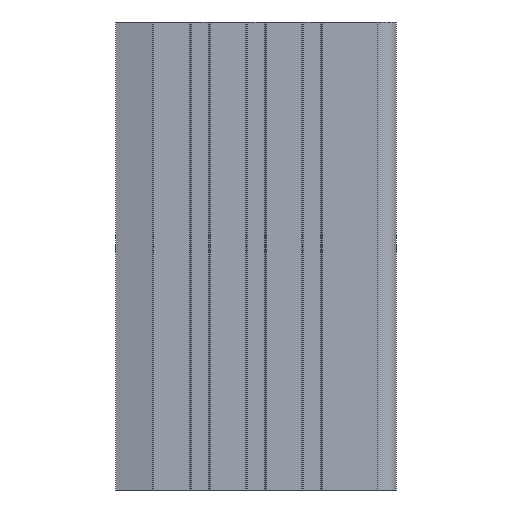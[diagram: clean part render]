
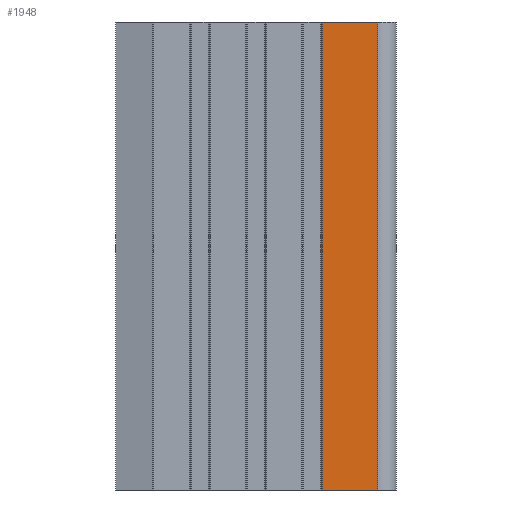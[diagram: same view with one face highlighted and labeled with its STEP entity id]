
A CAD part, left-side view. The second image highlights one B-rep face of the part: STEP entity #1948.
In plain terms, the highlighted planar face has unit normal (-1, 0, 0).
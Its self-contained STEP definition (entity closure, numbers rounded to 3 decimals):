
#12 = ORIENTED_EDGE ( 'NONE', *, *, #1789, .T. ) ;
#16 = VECTOR ( 'NONE', #2048, 1000. ) ;
#100 = ORIENTED_EDGE ( 'NONE', *, *, #156, .T. ) ;
#156 = EDGE_CURVE ( 'NONE', #2026, #1325, #2257, .T. ) ;
#192 = CARTESIAN_POINT ( 'NONE',  ( 0., 2., -25. ) ) ;
#283 = DIRECTION ( 'NONE',  ( 0., -1., 0. ) ) ;
#290 = VECTOR ( 'NONE', #639, 1000. ) ;
#362 = CARTESIAN_POINT ( 'NONE',  ( 0., 30., 25. ) ) ;
#403 = VECTOR ( 'NONE', #283, 1000. ) ;
#496 = FACE_OUTER_BOUND ( 'NONE', #708, .T. ) ;
#624 = LINE ( 'NONE', #1828, #2395 ) ;
#639 = DIRECTION ( 'NONE',  ( 0., 0., 1. ) ) ;
#654 = CARTESIAN_POINT ( 'NONE',  ( 0., 7.9, -25. ) ) ;
#708 = EDGE_LOOP ( 'NONE', ( #1584, #100, #761, #12 ) ) ;
#761 = ORIENTED_EDGE ( 'NONE', *, *, #863, .T. ) ;
#849 = CARTESIAN_POINT ( 'NONE',  ( 0., 30., -25. ) ) ;
#851 = CARTESIAN_POINT ( 'NONE',  ( 0., 7.9, -25. ) ) ;
#863 = EDGE_CURVE ( 'NONE', #1325, #1207, #1406, .T. ) ;
#1097 = VERTEX_POINT ( 'NONE', #1514 ) ;
#1206 = LINE ( 'NONE', #2214, #290 ) ;
#1207 = VERTEX_POINT ( 'NONE', #192 ) ;
#1325 = VERTEX_POINT ( 'NONE', #654 ) ;
#1406 = LINE ( 'NONE', #849, #403 ) ;
#1514 = CARTESIAN_POINT ( 'NONE',  ( 0., 2., 25. ) ) ;
#1525 = PLANE ( 'NONE',  #2193 ) ;
#1545 = DIRECTION ( 'NONE',  ( 0., 1., 0. ) ) ;
#1584 = ORIENTED_EDGE ( 'NONE', *, *, #1812, .F. ) ;
#1737 = DIRECTION ( 'NONE',  ( 1., 0., 0. ) ) ;
#1789 = EDGE_CURVE ( 'NONE', #1207, #1097, #1206, .T. ) ;
#1812 = EDGE_CURVE ( 'NONE', #2026, #1097, #624, .T. ) ;
#1828 = CARTESIAN_POINT ( 'NONE',  ( 0., 30., 25. ) ) ;
#1948 = ADVANCED_FACE ( 'NONE', ( #496 ), #1525, .F. ) ;
#2026 = VERTEX_POINT ( 'NONE', #2311 ) ;
#2048 = DIRECTION ( 'NONE',  ( 0., 0., -1. ) ) ;
#2193 = AXIS2_PLACEMENT_3D ( 'NONE', #362, #1737, #1545 ) ;
#2214 = CARTESIAN_POINT ( 'NONE',  ( 0., 2., 25. ) ) ;
#2257 = LINE ( 'NONE', #851, #16 ) ;
#2311 = CARTESIAN_POINT ( 'NONE',  ( 0., 7.9, 25. ) ) ;
#2395 = VECTOR ( 'NONE', #2418, 1000. ) ;
#2418 = DIRECTION ( 'NONE',  ( 0., -1., 0. ) ) ;
